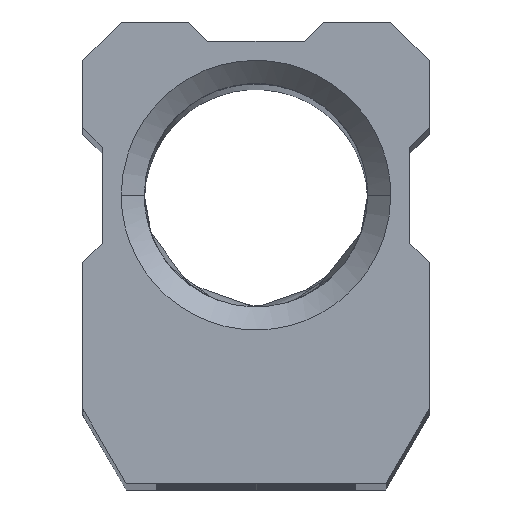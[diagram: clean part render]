
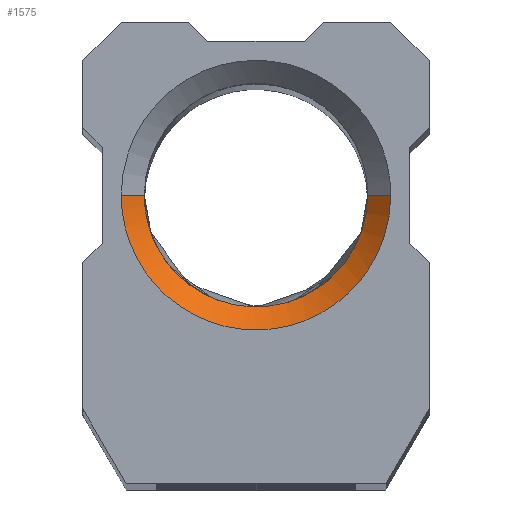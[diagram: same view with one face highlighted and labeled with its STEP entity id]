
A CAD part, top view. The second image highlights one B-rep face of the part: STEP entity #1575.
In plain terms, the highlighted free-form (B-spline) face has degree [1, 3] with [2, 4] control points.
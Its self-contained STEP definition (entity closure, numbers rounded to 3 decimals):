
#18 = VERTEX_POINT ( 'NONE', #919 ) ;
#73 = B_SPLINE_CURVE_WITH_KNOTS ( 'NONE', 1,
 ( #356, #979 ),
 .UNSPECIFIED., .F., .F.,
 ( 2, 2 ),
 ( -1., 0. ),
 .UNSPECIFIED. ) ;
#85 = CARTESIAN_POINT ( 'NONE',  ( -4.303, 9.396, 0. ) ) ;
#167 = CARTESIAN_POINT ( 'NONE',  ( 7.005, 15., 0. ) ) ;
#309 = VERTEX_POINT ( 'NONE', #950 ) ;
#356 = CARTESIAN_POINT ( 'NONE',  ( -7.005, 15., 0. ) ) ;
#380 = CARTESIAN_POINT ( 'NONE',  ( -5.604, 10.697, 0. ) ) ;
#389 = CARTESIAN_POINT ( 'NONE',  ( 6.12, 11.469, 0. ) ) ;
#402 = CARTESIAN_POINT ( 'NONE',  ( 4.303, 9.396, 0. ) ) ;
#491 = EDGE_CURVE ( 'NONE', #1522, #1473, #2328, .T. ) ;
#511 = ORIENTED_EDGE ( 'NONE', *, *, #1082, .F. ) ;
#683 = CARTESIAN_POINT ( 'NONE',  ( 0.92, 7.995, 0. ) ) ;
#699 = CARTESIAN_POINT ( 'NONE',  ( 7.005, 14.08, 0. ) ) ;
#716 = CARTESIAN_POINT ( 'NONE',  ( -6.12, 11.469, 0. ) ) ;
#815 = CARTESIAN_POINT ( 'NONE',  ( -7.005, 0.99, 0. ) ) ;
#919 = CARTESIAN_POINT ( 'NONE',  ( -7.005, 15., 0. ) ) ;
#950 = CARTESIAN_POINT ( 'NONE',  ( 7.005, 15., 0. ) ) ;
#979 = CARTESIAN_POINT ( 'NONE',  ( -5.805, 15., -1.2 ) ) ;
#1030 = CARTESIAN_POINT ( 'NONE',  ( 5.805, 3.39, -1.2 ) ) ;
#1034 = CARTESIAN_POINT ( 'NONE',  ( -0.92, 7.995, 0. ) ) ;
#1082 = EDGE_CURVE ( 'NONE', #1522, #309, #3379, .T. ) ;
#1354 = CARTESIAN_POINT ( 'NONE',  ( -7.005, 14.08, 0. ) ) ;
#1398 = ORIENTED_EDGE ( 'NONE', *, *, #3711, .F. ) ;
#1473 = VERTEX_POINT ( 'NONE', #2516 ) ;
#1480 =( BOUNDED_SURFACE ( )  B_SPLINE_SURFACE ( 1, 3, ( 
 ( #1644, #3834, #1030, #1748 ),
 ( #2036, #815, #3008, #167 ) ),
 .UNSPECIFIED., .F., .F., .F. ) 
 B_SPLINE_SURFACE_WITH_KNOTS ( ( 2, 2 ),
 ( 4, 4 ),
 ( 0., 1. ),
 ( 0., 1. ),
 .UNSPECIFIED. ) 
 GEOMETRIC_REPRESENTATION_ITEM ( )  RATIONAL_B_SPLINE_SURFACE ( (
 ( 1., 0.333, 0.333, 1.),
 ( 1., 0.333, 0.333, 1.) ) ) 
 REPRESENTATION_ITEM ( '' )  SURFACE ( )  );
#1522 = VERTEX_POINT ( 'NONE', #3204 ) ;
#1575 = ADVANCED_FACE ( 'NONE', ( #2794 ), #1480, .T. ) ;
#1644 = CARTESIAN_POINT ( 'NONE',  ( -5.805, 15., -1.2 ) ) ;
#1748 = CARTESIAN_POINT ( 'NONE',  ( 5.805, 15., -1.2 ) ) ;
#1787 = CARTESIAN_POINT ( 'NONE',  ( 5.805, 15., -1.2 ) ) ;
#1956 = CARTESIAN_POINT ( 'NONE',  ( 6.824, 13.169, 0. ) ) ;
#1996 = CARTESIAN_POINT ( 'NONE',  ( 5.805, 15., -1.2 ) ) ;
#2011 = CARTESIAN_POINT ( 'NONE',  ( -5.805, 15., -1.2 ) ) ;
#2036 = CARTESIAN_POINT ( 'NONE',  ( -7.005, 15., 0. ) ) ;
#2191 = EDGE_LOOP ( 'NONE', ( #4010, #511, #2892, #1398 ) ) ;
#2261 = CARTESIAN_POINT ( 'NONE',  ( 7.005, 15., 0. ) ) ;
#2328 =( BOUNDED_CURVE ( )  B_SPLINE_CURVE ( 3, ( #1996, #2927, #3875, #2011 ),
 .UNSPECIFIED., .F., .T. ) 
 B_SPLINE_CURVE_WITH_KNOTS ( ( 4, 4 ),
 ( -6.283, -3.142 ),
 .UNSPECIFIED. ) 
 CURVE ( )  GEOMETRIC_REPRESENTATION_ITEM ( )  RATIONAL_B_SPLINE_CURVE ( ( 1., 0.333, 0.333, 1. ) ) 
 REPRESENTATION_ITEM ( '' )  );
#2516 = CARTESIAN_POINT ( 'NONE',  ( -5.805, 15., -1.2 ) ) ;
#2598 = CARTESIAN_POINT ( 'NONE',  ( -3.531, 8.88, 0. ) ) ;
#2794 = FACE_OUTER_BOUND ( 'NONE', #2191, .T. ) ;
#2892 = ORIENTED_EDGE ( 'NONE', *, *, #491, .T. ) ;
#2927 = CARTESIAN_POINT ( 'NONE',  ( 5.805, 3.39, -1.2 ) ) ;
#3008 = CARTESIAN_POINT ( 'NONE',  ( 7.005, 0.99, 0. ) ) ;
#3198 = CARTESIAN_POINT ( 'NONE',  ( 3.531, 8.88, 0. ) ) ;
#3204 = CARTESIAN_POINT ( 'NONE',  ( 5.805, 15., -1.2 ) ) ;
#3209 = CARTESIAN_POINT ( 'NONE',  ( -6.824, 13.169, 0. ) ) ;
#3223 = CARTESIAN_POINT ( 'NONE',  ( 1.831, 8.176, 0. ) ) ;
#3379 = B_SPLINE_CURVE_WITH_KNOTS ( 'NONE', 1,
 ( #1787, #3671 ),
 .UNSPECIFIED., .F., .F.,
 ( 2, 2 ),
 ( -1., 0. ),
 .UNSPECIFIED. ) ;
#3496 = CARTESIAN_POINT ( 'NONE',  ( 5.604, 10.697, 0. ) ) ;
#3509 = CARTESIAN_POINT ( 'NONE',  ( -7.005, 15., 0. ) ) ;
#3671 = CARTESIAN_POINT ( 'NONE',  ( 7.005, 15., 0. ) ) ;
#3711 = EDGE_CURVE ( 'NONE', #18, #1473, #73, .T. ) ;
#3769 = EDGE_CURVE ( 'NONE', #309, #18, #3909, .T. ) ;
#3834 = CARTESIAN_POINT ( 'NONE',  ( -5.805, 3.39, -1.2 ) ) ;
#3842 = CARTESIAN_POINT ( 'NONE',  ( -1.831, 8.176, 0. ) ) ;
#3875 = CARTESIAN_POINT ( 'NONE',  ( -5.805, 3.39, -1.2 ) ) ;
#3909 = B_SPLINE_CURVE_WITH_KNOTS ( 'NONE', 3,
 ( #2261, #699, #1956, #389, #3496, #402, #3198, #3223, #683, #1034, #3842, #2598, #85, #380, #716, #3209, #1354, #3509 ),
 .UNSPECIFIED., .F., .F.,
 ( 4, 2, 2, 2, 2, 2, 2, 2, 4 ),
 ( 0., 0.393, 0.785, 1.178, 1.571, 1.963, 2.356, 2.749, 3.142 ),
 .UNSPECIFIED. ) ;
#4010 = ORIENTED_EDGE ( 'NONE', *, *, #3769, .F. ) ;
